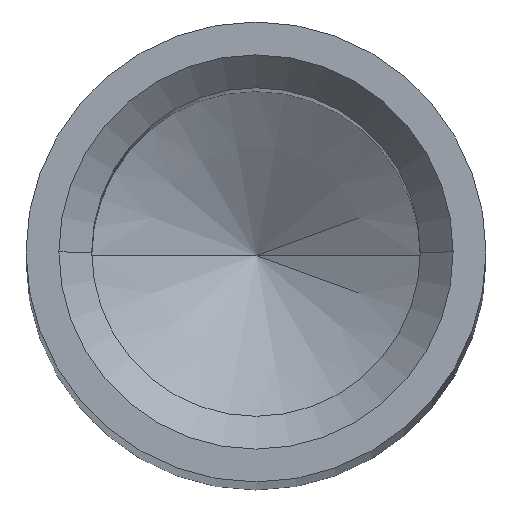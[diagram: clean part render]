
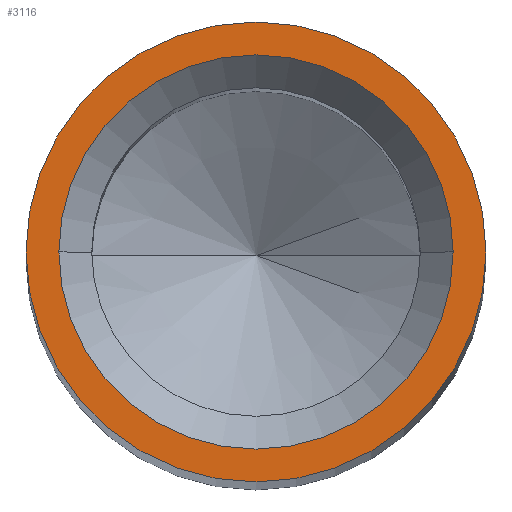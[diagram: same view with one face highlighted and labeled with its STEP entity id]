
A CAD part, top view. The second image highlights one B-rep face of the part: STEP entity #3116.
In plain terms, the highlighted planar face has unit normal (0, 0, 1).
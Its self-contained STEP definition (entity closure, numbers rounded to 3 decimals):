
#74 = CARTESIAN_POINT ( 'NONE',  ( 0., 0., 35. ) ) ;
#110 = DIRECTION ( 'NONE',  ( 0., 0., 1. ) ) ;
#417 = CARTESIAN_POINT ( 'NONE',  ( 3.5, 0., 35. ) ) ;
#750 = EDGE_CURVE ( 'NONE', #5590, #8118, #3213, .T. ) ;
#915 = CARTESIAN_POINT ( 'NONE',  ( 0., 0., 35. ) ) ;
#1780 = AXIS2_PLACEMENT_3D ( 'NONE', #5666, #8993, #13264 ) ;
#3004 = FACE_OUTER_BOUND ( 'NONE', #4879, .T. ) ;
#3083 = DIRECTION ( 'NONE',  ( 1., 0., 0. ) ) ;
#3116 = ADVANCED_FACE ( 'NONE', ( #8521, #3004 ), #3252, .T. ) ;
#3213 = CIRCLE ( 'NONE', #1780, 3.5 ) ;
#3252 = PLANE ( 'NONE',  #10274 ) ;
#3278 = ORIENTED_EDGE ( 'NONE', *, *, #6316, .T. ) ;
#3471 = VERTEX_POINT ( 'NONE', #10939 ) ;
#3756 = AXIS2_PLACEMENT_3D ( 'NONE', #7157, #12383, #3083 ) ;
#4879 = EDGE_LOOP ( 'NONE', ( #10401, #7961 ) ) ;
#5016 = CIRCLE ( 'NONE', #3756, 3.5 ) ;
#5154 = VERTEX_POINT ( 'NONE', #13001 ) ;
#5558 = DIRECTION ( 'NONE',  ( 1., 0., 0. ) ) ;
#5590 = VERTEX_POINT ( 'NONE', #5884 ) ;
#5666 = CARTESIAN_POINT ( 'NONE',  ( 0., 0., 35. ) ) ;
#5884 = CARTESIAN_POINT ( 'NONE',  ( -3.5, 0., 35. ) ) ;
#6316 = EDGE_CURVE ( 'NONE', #5154, #3471, #10567, .T. ) ;
#6678 = CARTESIAN_POINT ( 'NONE',  ( 0., 0., 35. ) ) ;
#7079 = DIRECTION ( 'NONE',  ( 1., 0., 0. ) ) ;
#7157 = CARTESIAN_POINT ( 'NONE',  ( 0., 0., 35. ) ) ;
#7961 = ORIENTED_EDGE ( 'NONE', *, *, #10449, .T. ) ;
#8118 = VERTEX_POINT ( 'NONE', #417 ) ;
#8381 = DIRECTION ( 'NONE',  ( 1., 0., 0. ) ) ;
#8521 = FACE_BOUND ( 'NONE', #11092, .T. ) ;
#8993 = DIRECTION ( 'NONE',  ( 0., 0., 1. ) ) ;
#10274 = AXIS2_PLACEMENT_3D ( 'NONE', #74, #110, #8381 ) ;
#10401 = ORIENTED_EDGE ( 'NONE', *, *, #750, .T. ) ;
#10449 = EDGE_CURVE ( 'NONE', #8118, #5590, #5016, .T. ) ;
#10450 = AXIS2_PLACEMENT_3D ( 'NONE', #6678, #12769, #5558 ) ;
#10567 = CIRCLE ( 'NONE', #13122, 3. ) ;
#10602 = CIRCLE ( 'NONE', #10450, 3. ) ;
#10939 = CARTESIAN_POINT ( 'NONE',  ( -3., 0., 35. ) ) ;
#10985 = EDGE_CURVE ( 'NONE', #3471, #5154, #10602, .T. ) ;
#11092 = EDGE_LOOP ( 'NONE', ( #3278, #11487 ) ) ;
#11487 = ORIENTED_EDGE ( 'NONE', *, *, #10985, .T. ) ;
#12351 = DIRECTION ( 'NONE',  ( 0., 0., -1. ) ) ;
#12383 = DIRECTION ( 'NONE',  ( 0., 0., 1. ) ) ;
#12769 = DIRECTION ( 'NONE',  ( 0., 0., -1. ) ) ;
#13001 = CARTESIAN_POINT ( 'NONE',  ( 3., 0., 35. ) ) ;
#13122 = AXIS2_PLACEMENT_3D ( 'NONE', #915, #12351, #7079 ) ;
#13264 = DIRECTION ( 'NONE',  ( 1., 0., 0. ) ) ;
